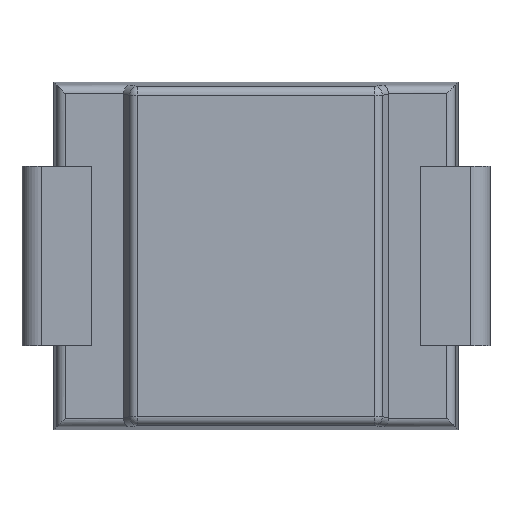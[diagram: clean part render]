
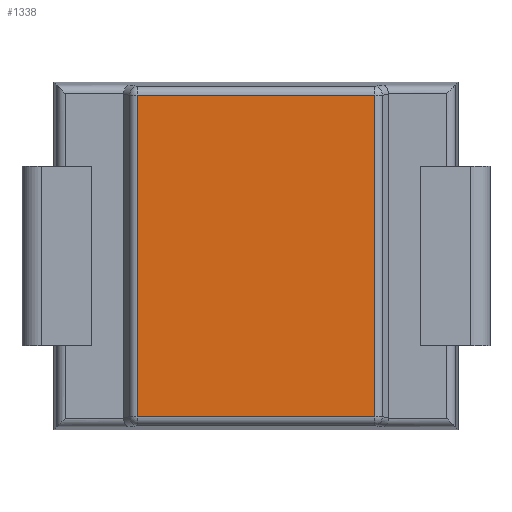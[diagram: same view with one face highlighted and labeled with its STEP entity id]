
A CAD part, front view. The second image highlights one B-rep face of the part: STEP entity #1338.
In plain terms, the highlighted planar face has unit normal (0, -1, 0).
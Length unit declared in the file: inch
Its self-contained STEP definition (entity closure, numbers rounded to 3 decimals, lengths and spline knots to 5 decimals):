
#3 = ORIENTED_EDGE ( 'NONE', *, *, #1487, .T. ) ;
#13 = DIRECTION ( 'NONE',  ( 0., 0., -1. ) ) ;
#75 = EDGE_LOOP ( 'NONE', ( #852, #729, #3, #1479 ) ) ;
#145 = AXIS2_PLACEMENT_3D ( 'NONE', #749, #2176, #169 ) ;
#169 = DIRECTION ( 'NONE',  ( 0., 0., 1. ) ) ;
#274 = EDGE_CURVE ( 'NONE', #496, #2186, #366, .T. ) ;
#294 = CARTESIAN_POINT ( 'NONE',  ( 0.07939, -0.0435, -0.10751 ) ) ;
#366 = LINE ( 'NONE', #469, #384 ) ;
#384 = VECTOR ( 'NONE', #1041, 39.37008 ) ;
#453 = VERTEX_POINT ( 'NONE', #294 ) ;
#469 = CARTESIAN_POINT ( 'NONE',  ( 0., -0.0435, 0.10751 ) ) ;
#496 = VERTEX_POINT ( 'NONE', #705 ) ;
#509 = DIRECTION ( 'NONE',  ( 0., 0., 1. ) ) ;
#597 = EDGE_CURVE ( 'NONE', #453, #496, #1228, .T. ) ;
#702 = LINE ( 'NONE', #1860, #1433 ) ;
#705 = CARTESIAN_POINT ( 'NONE',  ( 0.07939, -0.0435, 0.10751 ) ) ;
#729 = ORIENTED_EDGE ( 'NONE', *, *, #2111, .T. ) ;
#749 = CARTESIAN_POINT ( 'NONE',  ( 0., -0.0435, 0. ) ) ;
#817 = CARTESIAN_POINT ( 'NONE',  ( -0.07939, -0.0435, -0.10751 ) ) ;
#852 = ORIENTED_EDGE ( 'NONE', *, *, #274, .T. ) ;
#858 = CARTESIAN_POINT ( 'NONE',  ( 0.07939, -0.0435, 0. ) ) ;
#1041 = DIRECTION ( 'NONE',  ( -1., 0., 0. ) ) ;
#1228 = LINE ( 'NONE', #858, #2022 ) ;
#1338 = ADVANCED_FACE ( 'NONE', ( #2245 ), #1778, .F. ) ;
#1433 = VECTOR ( 'NONE', #2035, 39.37008 ) ;
#1479 = ORIENTED_EDGE ( 'NONE', *, *, #597, .T. ) ;
#1487 = EDGE_CURVE ( 'NONE', #1946, #453, #702, .T. ) ;
#1605 = CARTESIAN_POINT ( 'NONE',  ( -0.07939, -0.0435, 0. ) ) ;
#1643 = LINE ( 'NONE', #1605, #1680 ) ;
#1680 = VECTOR ( 'NONE', #13, 39.37008 ) ;
#1778 = PLANE ( 'NONE',  #145 ) ;
#1847 = CARTESIAN_POINT ( 'NONE',  ( -0.07939, -0.0435, 0.10751 ) ) ;
#1860 = CARTESIAN_POINT ( 'NONE',  ( 0., -0.0435, -0.10751 ) ) ;
#1946 = VERTEX_POINT ( 'NONE', #817 ) ;
#2022 = VECTOR ( 'NONE', #509, 39.37008 ) ;
#2035 = DIRECTION ( 'NONE',  ( 1., 0., 0. ) ) ;
#2111 = EDGE_CURVE ( 'NONE', #2186, #1946, #1643, .T. ) ;
#2176 = DIRECTION ( 'NONE',  ( 0., 1., 0. ) ) ;
#2186 = VERTEX_POINT ( 'NONE', #1847 ) ;
#2245 = FACE_OUTER_BOUND ( 'NONE', #75, .T. ) ;
